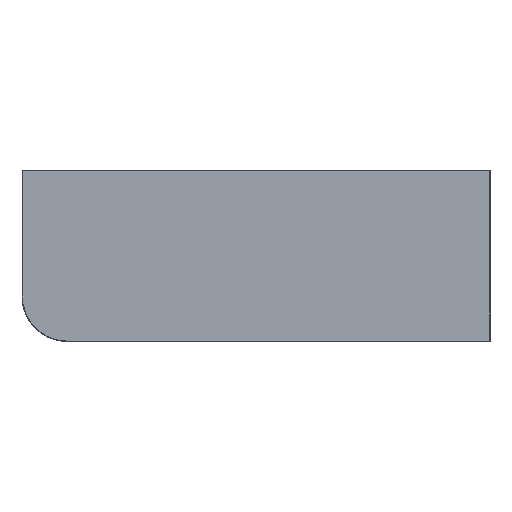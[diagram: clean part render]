
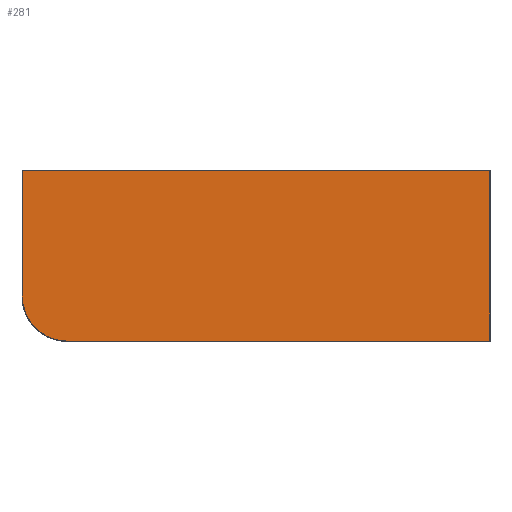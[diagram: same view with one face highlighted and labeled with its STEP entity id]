
A CAD part, top view. The second image highlights one B-rep face of the part: STEP entity #281.
In plain terms, the highlighted face is planar.
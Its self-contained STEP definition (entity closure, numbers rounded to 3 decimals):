
#281=ADVANCED_FACE('',(#685),#7044,.T.);
#685=FACE_OUTER_BOUND('',#1089,.T.);
#1089=EDGE_LOOP('',(#1509,#1510,#1511,#1512,#1513));
#1509=ORIENTED_EDGE('',*,*,#3773,.T.);
#1510=ORIENTED_EDGE('',*,*,#3777,.T.);
#1511=ORIENTED_EDGE('',*,*,#3813,.T.);
#1512=ORIENTED_EDGE('',*,*,#3778,.T.);
#1513=ORIENTED_EDGE('',*,*,#3779,.T.);
#3773=EDGE_CURVE('',#6041,#6042,#5414,.T.);
#3777=EDGE_CURVE('',#6042,#6045,#5418,.T.);
#3778=EDGE_CURVE('',#6046,#6047,#5419,.T.);
#3779=EDGE_CURVE('',#6047,#6041,#5420,.T.);
#3813=EDGE_CURVE('',#6045,#6046,#4913,.T.);
#4913=(
BOUNDED_CURVE()
B_SPLINE_CURVE(2,(#8754,#8755,#8756),.UNSPECIFIED.,.F.,.F.)
B_SPLINE_CURVE_WITH_KNOTS((3,3),(-207.345,0.),.UNSPECIFIED.)
CURVE()
GEOMETRIC_REPRESENTATION_ITEM()
RATIONAL_B_SPLINE_CURVE((1.,0.707,1.))
REPRESENTATION_ITEM('')
);
#5414=B_SPLINE_CURVE_WITH_KNOTS('',1,(#8653,#8654),.UNSPECIFIED.,.F.,.F.,
(2,2),(-1367.,0.),.UNSPECIFIED.);
#5418=B_SPLINE_CURVE_WITH_KNOTS('',1,(#8661,#8662),.UNSPECIFIED.,.F.,.F.,
(2,2),(0.,367.),.UNSPECIFIED.);
#5419=B_SPLINE_CURVE_WITH_KNOTS('',1,(#8663,#8664),.UNSPECIFIED.,.F.,.F.,
(2,2),(0.,1235.),.UNSPECIFIED.);
#5420=B_SPLINE_CURVE_WITH_KNOTS('',1,(#8665,#8666),.UNSPECIFIED.,.F.,.F.,
(2,2),(0.,499.),.UNSPECIFIED.);
#6041=VERTEX_POINT('',#8603);
#6042=VERTEX_POINT('',#8604);
#6045=VERTEX_POINT('',#8607);
#6046=VERTEX_POINT('',#8608);
#6047=VERTEX_POINT('',#8609);
#7044=PLANE('',#7435);
#7435=AXIS2_PLACEMENT_3D('',#8322,#7869,$);
#7869=DIRECTION('',(0.,1.,0.));
#8322=CARTESIAN_POINT('',(-885.2,90.,-299.9));
#8603=CARTESIAN_POINT('',(618.5,90.,-250.));
#8604=CARTESIAN_POINT('',(-748.5,90.,-250.));
#8607=CARTESIAN_POINT('',(-748.5,90.,117.));
#8608=CARTESIAN_POINT('',(-616.5,90.,249.));
#8609=CARTESIAN_POINT('',(618.5,90.,249.));
#8653=CARTESIAN_POINT('',(618.5,90.,-250.));
#8654=CARTESIAN_POINT('',(-748.5,90.,-250.));
#8661=CARTESIAN_POINT('',(-748.5,90.,-250.));
#8662=CARTESIAN_POINT('',(-748.5,90.,117.));
#8663=CARTESIAN_POINT('',(-616.5,90.,249.));
#8664=CARTESIAN_POINT('',(618.5,90.,249.));
#8665=CARTESIAN_POINT('',(618.5,90.,249.));
#8666=CARTESIAN_POINT('',(618.5,90.,-250.));
#8754=CARTESIAN_POINT('',(-748.5,90.,117.));
#8755=CARTESIAN_POINT('',(-748.5,90.,249.));
#8756=CARTESIAN_POINT('',(-616.5,90.,249.));
